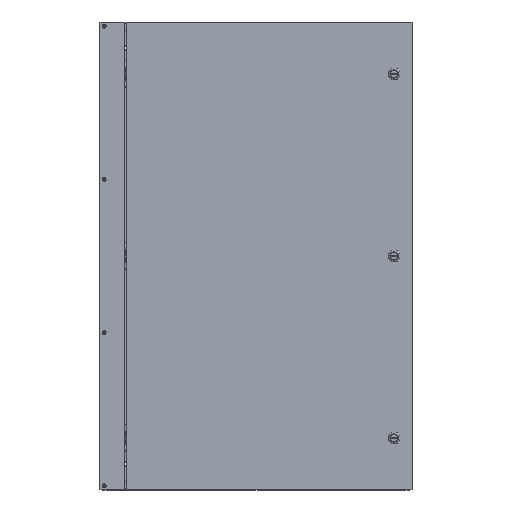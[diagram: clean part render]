
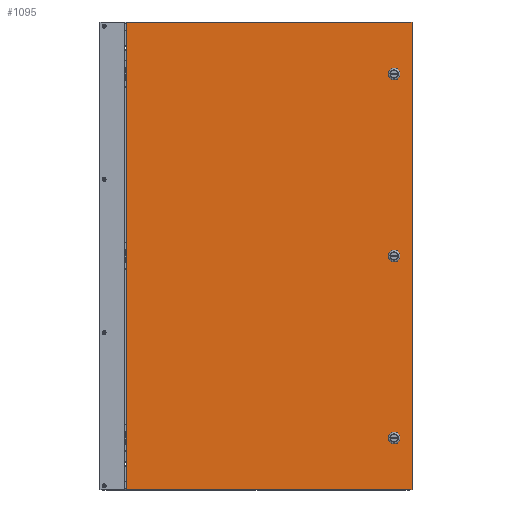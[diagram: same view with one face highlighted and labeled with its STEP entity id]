
A CAD part, front view. The second image highlights one B-rep face of the part: STEP entity #1095.
In plain terms, the highlighted planar face has unit normal (0, -1, 0).
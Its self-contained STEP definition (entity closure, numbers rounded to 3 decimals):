
#1095 = ADVANCED_FACE( '', ( #2475, #2476, #2477, #2478 ), #2479, .T. );
#2475 = FACE_BOUND( '', #4851, .T. );
#2476 = FACE_BOUND( '', #4852, .T. );
#2477 = FACE_BOUND( '', #4853, .T. );
#2478 = FACE_OUTER_BOUND( '', #4854, .T. );
#2479 = PLANE( '', #4855 );
#4851 = EDGE_LOOP( '', ( #33956, #33957, #33958, #33959 ) );
#4852 = EDGE_LOOP( '', ( #33960, #33961, #33962, #33963 ) );
#4853 = EDGE_LOOP( '', ( #33964, #33965, #33966, #33967 ) );
#4854 = EDGE_LOOP( '', ( #33968, #33969, #33970, #33971 ) );
#4855 = AXIS2_PLACEMENT_3D( '', #33972, #33973, #33974 );
#33956 = ORIENTED_EDGE( '', *, *, #38655, .F. );
#33957 = ORIENTED_EDGE( '', *, *, #38656, .F. );
#33958 = ORIENTED_EDGE( '', *, *, #38657, .F. );
#33959 = ORIENTED_EDGE( '', *, *, #38658, .F. );
#33960 = ORIENTED_EDGE( '', *, *, #38659, .F. );
#33961 = ORIENTED_EDGE( '', *, *, #38660, .F. );
#33962 = ORIENTED_EDGE( '', *, *, #38661, .F. );
#33963 = ORIENTED_EDGE( '', *, *, #38662, .F. );
#33964 = ORIENTED_EDGE( '', *, *, #38663, .F. );
#33965 = ORIENTED_EDGE( '', *, *, #38664, .F. );
#33966 = ORIENTED_EDGE( '', *, *, #38665, .F. );
#33967 = ORIENTED_EDGE( '', *, *, #38666, .F. );
#33968 = ORIENTED_EDGE( '', *, *, #38667, .T. );
#33969 = ORIENTED_EDGE( '', *, *, #38668, .T. );
#33970 = ORIENTED_EDGE( '', *, *, #38669, .T. );
#33971 = ORIENTED_EDGE( '', *, *, #38670, .T. );
#33972 = CARTESIAN_POINT( '', ( 0., 0., 0. ) );
#33973 = DIRECTION( '', ( 0., -1., 0. ) );
#33974 = DIRECTION( '', ( 0., 0., -1. ) );
#38655 = EDGE_CURVE( '', #40747, #40748, #40749, .T. );
#38656 = EDGE_CURVE( '', #40750, #40747, #40751, .T. );
#38657 = EDGE_CURVE( '', #40752, #40750, #40753, .T. );
#38658 = EDGE_CURVE( '', #40748, #40752, #40754, .T. );
#38659 = EDGE_CURVE( '', #40755, #40756, #40757, .T. );
#38660 = EDGE_CURVE( '', #40758, #40755, #40759, .T. );
#38661 = EDGE_CURVE( '', #40760, #40758, #40761, .T. );
#38662 = EDGE_CURVE( '', #40756, #40760, #40762, .T. );
#38663 = EDGE_CURVE( '', #40763, #40764, #40765, .T. );
#38664 = EDGE_CURVE( '', #40766, #40763, #40767, .T. );
#38665 = EDGE_CURVE( '', #40768, #40766, #40769, .T. );
#38666 = EDGE_CURVE( '', #40764, #40768, #40770, .T. );
#38667 = EDGE_CURVE( '', #40771, #40772, #40773, .T. );
#38668 = EDGE_CURVE( '', #40772, #40774, #40775, .T. );
#38669 = EDGE_CURVE( '', #40774, #40776, #40777, .T. );
#38670 = EDGE_CURVE( '', #40776, #40771, #40778, .T. );
#40747 = VERTEX_POINT( '', #43833 );
#40748 = VERTEX_POINT( '', #43834 );
#40749 = CIRCLE( '', #43835, 9.716 );
#40750 = VERTEX_POINT( '', #43836 );
#40751 = LINE( '', #43837, #43838 );
#40752 = VERTEX_POINT( '', #43839 );
#40753 = CIRCLE( '', #43840, 9.716 );
#40754 = LINE( '', #43841, #43842 );
#40755 = VERTEX_POINT( '', #43843 );
#40756 = VERTEX_POINT( '', #43844 );
#40757 = CIRCLE( '', #43845, 9.716 );
#40758 = VERTEX_POINT( '', #43846 );
#40759 = LINE( '', #43847, #43848 );
#40760 = VERTEX_POINT( '', #43849 );
#40761 = CIRCLE( '', #43850, 9.716 );
#40762 = LINE( '', #43851, #43852 );
#40763 = VERTEX_POINT( '', #43853 );
#40764 = VERTEX_POINT( '', #43854 );
#40765 = CIRCLE( '', #43855, 9.716 );
#40766 = VERTEX_POINT( '', #43856 );
#40767 = LINE( '', #43857, #43858 );
#40768 = VERTEX_POINT( '', #43859 );
#40769 = CIRCLE( '', #43860, 9.716 );
#40770 = LINE( '', #43861, #43862 );
#40771 = VERTEX_POINT( '', #43863 );
#40772 = VERTEX_POINT( '', #43864 );
#40773 = LINE( '', #43865, #43866 );
#40774 = VERTEX_POINT( '', #43867 );
#40775 = LINE( '', #43868, #43869 );
#40776 = VERTEX_POINT( '', #43870 );
#40777 = LINE( '', #43871, #43872 );
#40778 = LINE( '', #43873, #43874 );
#43833 = CARTESIAN_POINT( '', ( 252.603, 0., 360.922 ) );
#43834 = CARTESIAN_POINT( '', ( 236.347, 0., 360.922 ) );
#43835 = AXIS2_PLACEMENT_3D( '', #49933, #49934, #49935 );
#43836 = CARTESIAN_POINT( '', ( 252.603, 0., 350.278 ) );
#43837 = CARTESIAN_POINT( '', ( 252.603, 0., 360.922 ) );
#43838 = VECTOR( '', #49936, 1000. );
#43839 = CARTESIAN_POINT( '', ( 236.347, 0., 350.278 ) );
#43840 = AXIS2_PLACEMENT_3D( '', #49937, #49938, #49939 );
#43841 = CARTESIAN_POINT( '', ( 236.347, 0., 360.922 ) );
#43842 = VECTOR( '', #49940, 1000. );
#43843 = CARTESIAN_POINT( '', ( 252.603, 0., 5.322 ) );
#43844 = CARTESIAN_POINT( '', ( 236.347, 0., 5.322 ) );
#43845 = AXIS2_PLACEMENT_3D( '', #49941, #49942, #49943 );
#43846 = CARTESIAN_POINT( '', ( 252.603, 0., -5.322 ) );
#43847 = CARTESIAN_POINT( '', ( 252.603, 0., 5.322 ) );
#43848 = VECTOR( '', #49944, 1000. );
#43849 = CARTESIAN_POINT( '', ( 236.347, 0., -5.322 ) );
#43850 = AXIS2_PLACEMENT_3D( '', #49945, #49946, #49947 );
#43851 = CARTESIAN_POINT( '', ( 236.347, 0., 5.322 ) );
#43852 = VECTOR( '', #49948, 1000. );
#43853 = CARTESIAN_POINT( '', ( 252.603, 0., -350.278 ) );
#43854 = CARTESIAN_POINT( '', ( 236.347, 0., -350.278 ) );
#43855 = AXIS2_PLACEMENT_3D( '', #49949, #49950, #49951 );
#43856 = CARTESIAN_POINT( '', ( 252.603, 0., -360.922 ) );
#43857 = CARTESIAN_POINT( '', ( 252.603, 0., -350.278 ) );
#43858 = VECTOR( '', #49952, 1000. );
#43859 = CARTESIAN_POINT( '', ( 236.347, 0., -360.922 ) );
#43860 = AXIS2_PLACEMENT_3D( '', #49953, #49954, #49955 );
#43861 = CARTESIAN_POINT( '', ( 236.347, 0., -350.278 ) );
#43862 = VECTOR( '', #49956, 1000. );
#43863 = CARTESIAN_POINT( '', ( -279.4, 0., 457.2 ) );
#43864 = CARTESIAN_POINT( '', ( -279.4, 0., -457.2 ) );
#43865 = CARTESIAN_POINT( '', ( -279.4, 0., 457.2 ) );
#43866 = VECTOR( '', #49957, 1000. );
#43867 = CARTESIAN_POINT( '', ( 279.4, 0., -457.2 ) );
#43868 = CARTESIAN_POINT( '', ( -279.4, 0., -457.2 ) );
#43869 = VECTOR( '', #49958, 1000. );
#43870 = CARTESIAN_POINT( '', ( 279.4, 0., 457.2 ) );
#43871 = CARTESIAN_POINT( '', ( 279.4, 0., -457.2 ) );
#43872 = VECTOR( '', #49959, 1000. );
#43873 = CARTESIAN_POINT( '', ( 279.4, 0., 457.2 ) );
#43874 = VECTOR( '', #49960, 1000. );
#49933 = CARTESIAN_POINT( '', ( 244.475, 0., 355.6 ) );
#49934 = DIRECTION( '', ( 0., -1., 0. ) );
#49935 = DIRECTION( '', ( 1., 0., 0. ) );
#49936 = DIRECTION( '', ( 0., 0., 1. ) );
#49937 = CARTESIAN_POINT( '', ( 244.475, 0., 355.6 ) );
#49938 = DIRECTION( '', ( 0., -1., 0. ) );
#49939 = DIRECTION( '', ( 1., 0., 0. ) );
#49940 = DIRECTION( '', ( 0., 0., -1. ) );
#49941 = CARTESIAN_POINT( '', ( 244.475, 0., 0. ) );
#49942 = DIRECTION( '', ( 0., -1., 0. ) );
#49943 = DIRECTION( '', ( 1., 0., 0. ) );
#49944 = DIRECTION( '', ( 0., 0., 1. ) );
#49945 = CARTESIAN_POINT( '', ( 244.475, 0., 0. ) );
#49946 = DIRECTION( '', ( 0., -1., 0. ) );
#49947 = DIRECTION( '', ( 1., 0., 0. ) );
#49948 = DIRECTION( '', ( 0., 0., -1. ) );
#49949 = CARTESIAN_POINT( '', ( 244.475, 0., -355.6 ) );
#49950 = DIRECTION( '', ( 0., -1., 0. ) );
#49951 = DIRECTION( '', ( 1., 0., 0. ) );
#49952 = DIRECTION( '', ( 0., 0., 1. ) );
#49953 = CARTESIAN_POINT( '', ( 244.475, 0., -355.6 ) );
#49954 = DIRECTION( '', ( 0., -1., 0. ) );
#49955 = DIRECTION( '', ( 1., 0., 0. ) );
#49956 = DIRECTION( '', ( 0., 0., -1. ) );
#49957 = DIRECTION( '', ( 0., 0., -1. ) );
#49958 = DIRECTION( '', ( 1., 0., 0. ) );
#49959 = DIRECTION( '', ( 0., 0., 1. ) );
#49960 = DIRECTION( '', ( -1., 0., 0. ) );
